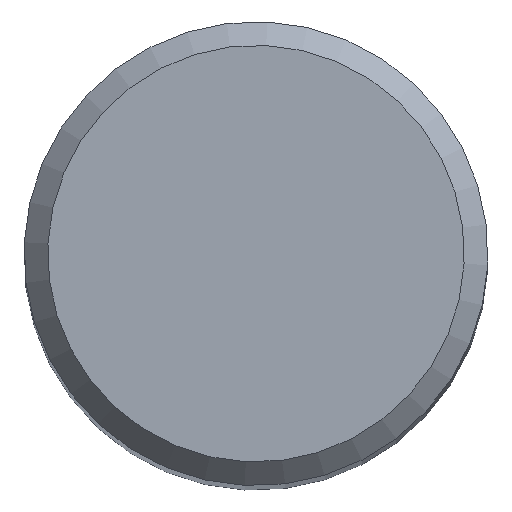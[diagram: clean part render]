
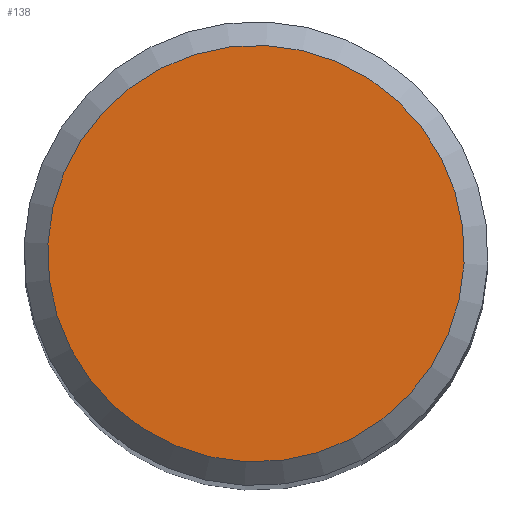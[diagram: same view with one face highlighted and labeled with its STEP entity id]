
A CAD part, top view. The second image highlights one B-rep face of the part: STEP entity #138.
In plain terms, the highlighted planar face has unit normal (0, 0, 1).
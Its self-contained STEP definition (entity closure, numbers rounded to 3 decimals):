
#92=PLANE('',#388);
#94=FACE_OUTER_BOUND('',#192,.T.);
#109=CIRCLE('',#387,14.425);
#138=ADVANCED_FACE('',(#94),#92,.T.);
#192=EDGE_LOOP('',(#224));
#224=ORIENTED_EDGE('',*,*,#268,.T.);
#252=VERTEX_POINT('',#5620);
#268=EDGE_CURVE('',#252,#252,#109,.T.);
#387=AXIS2_PLACEMENT_3D('',#5619,#444,#445);
#388=AXIS2_PLACEMENT_3D('',#5621,#446,#447);
#444=DIRECTION('',(0.,0.,1.));
#445=DIRECTION('',(0.955,0.296,0.));
#446=DIRECTION('',(0.,0.,1.));
#447=DIRECTION('',(0.955,0.296,0.));
#5619=CARTESIAN_POINT('',(0.,0.,0.));
#5620=CARTESIAN_POINT('',(13.78,4.265,0.));
#5621=CARTESIAN_POINT('',(0.,0.,0.));
